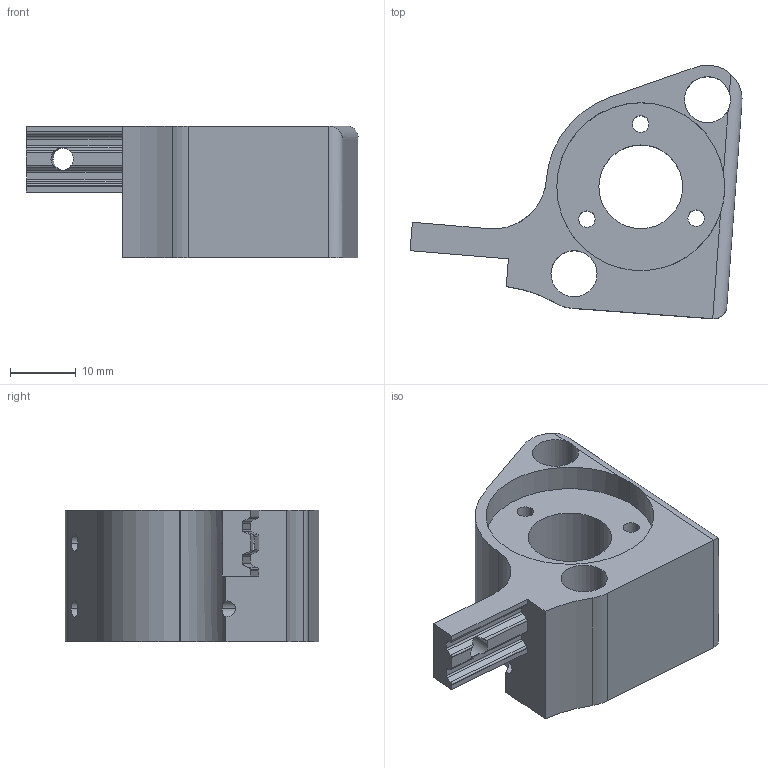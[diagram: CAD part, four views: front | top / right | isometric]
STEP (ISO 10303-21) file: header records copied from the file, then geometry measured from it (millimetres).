
FILE_DESCRIPTION (( 'STEP AP203' ), '1' );
FILE_NAME ('J5 belt carrier.STEP', '2017-09-25T18:52:39', ( '' ), ( '' ), 'SwSTEP 2.0', 'SolidWorks 2016', '' );
FILE_SCHEMA (( 'CONFIG_CONTROL_DESIGN' ));
Length unit declared in the file: millimetre
Products named in the file (1): J5 belt carrier
Bounding box: 50.4 x 38.49 x 20 mm (x, y, z)
Volume: 15006 mm3; surface area: 6932.3 mm2
Topology: 1 solids, 1 shells, 65 faces, 199 edges, 133 vertices
Faces by surface type: cylinder 44, plane 21
Entity records: 2597 total; most frequent: CARTESIAN_POINT 720, ORIENTED_EDGE 398, DIRECTION 355, EDGE_CURVE 199, VERTEX_POINT 133, AXIS2_PLACEMENT_3D 128, LINE 99, VECTOR 99
